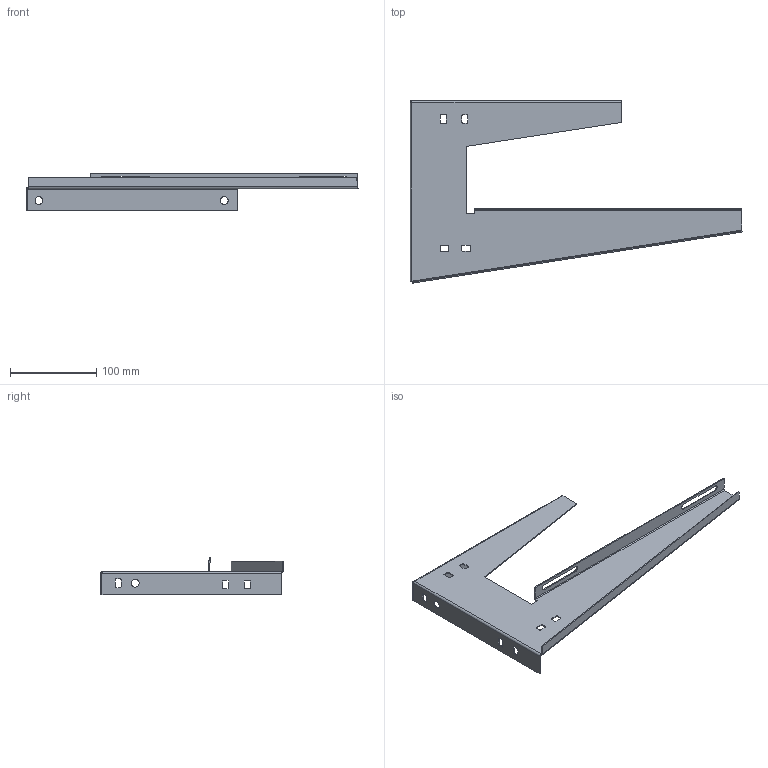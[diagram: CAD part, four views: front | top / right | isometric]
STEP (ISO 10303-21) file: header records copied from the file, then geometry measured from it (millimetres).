
FILE_DESCRIPTION (( 'STEP AP214' ), '1' );
FILE_NAME ('6363708.stp', '2021-01-08T13:57:43', ( '' ), ( '' ), 'SwSTEP 2.0', 'SolidWorks 2020', '' );
FILE_SCHEMA (( 'AUTOMOTIVE_DESIGN' ));
Length unit declared in the file: millimetre
Products named in the file (1): 6363708
Bounding box: 385.06 x 211.48 x 43.78 mm (x, y, z)
Volume: 70214 mm3; surface area: 115092.4 mm2
Topology: 1 solids, 1 shells, 114 faces, 304 edges, 192 vertices
Faces by surface type: plane 64, cylinder 46, bspline 4
Entity records: 4657 total; most frequent: CARTESIAN_POINT 788, ORIENTED_EDGE 608, DIRECTION 595, EDGE_CURVE 304, VECTOR 205, LINE 205, AXIS2_PLACEMENT_3D 195, VERTEX_POINT 192
